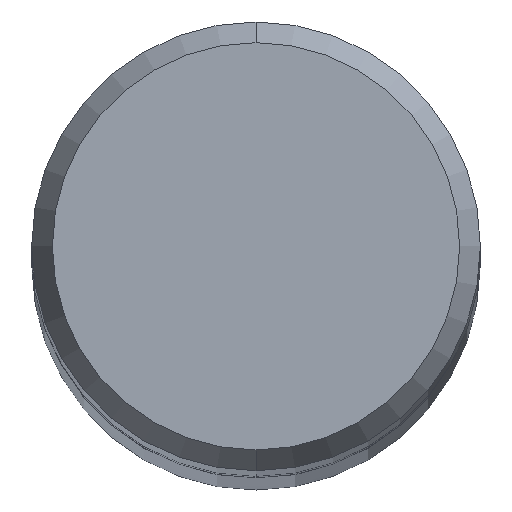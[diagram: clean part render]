
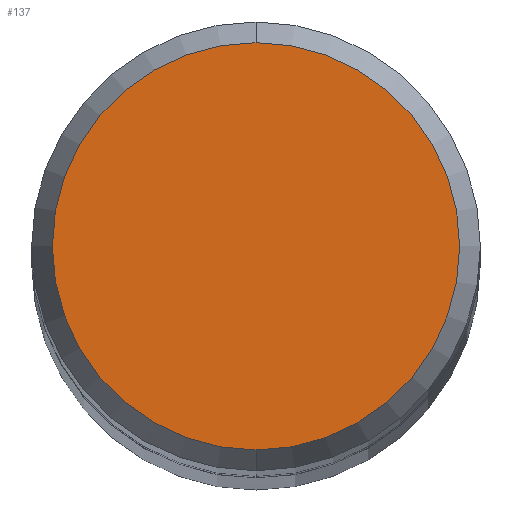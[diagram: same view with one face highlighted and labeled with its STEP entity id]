
A CAD part, top view. The second image highlights one B-rep face of the part: STEP entity #137.
In plain terms, the highlighted planar face has unit normal (0, 0, 1).
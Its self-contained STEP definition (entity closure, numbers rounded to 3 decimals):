
#99=EDGE_CURVE('',#117,#175,#250,.T.);
#117=VERTEX_POINT('',#272);
#137=ADVANCED_FACE('',(#293),#294,.T.);
#151=EDGE_CURVE('',#175,#117,#309,.T.);
#175=VERTEX_POINT('',#336);
#250=CIRCLE('',#411,4.507);
#272=CARTESIAN_POINT('',(0.,-4.507,0.0));
#293=FACE_OUTER_BOUND('',#462,.T.);
#294=PLANE('',#463);
#309=CIRCLE('',#485,4.507);
#336=CARTESIAN_POINT('',(0.0,4.507,0.0));
#411=AXIS2_PLACEMENT_3D('',#601,#602,#603);
#462=EDGE_LOOP('',(#658,#659));
#463=AXIS2_PLACEMENT_3D('',#660,#661,#662);
#485=AXIS2_PLACEMENT_3D('',#678,#679,#680);
#601=CARTESIAN_POINT('',(0.0,0.0,0.0));
#602=DIRECTION('',(0.0,0.0,-1.0));
#603=DIRECTION('',(0.0,1.0,0.0));
#658=ORIENTED_EDGE('',*,*,#151,.F.);
#659=ORIENTED_EDGE('',*,*,#99,.F.);
#660=CARTESIAN_POINT('',(0.0,2.254,0.0));
#661=DIRECTION('',(-0.0,0.0,1.0));
#662=DIRECTION('',(0.0,-1.0,0.0));
#678=CARTESIAN_POINT('',(0.0,0.0,0.0));
#679=DIRECTION('',(0.0,0.0,-1.0));
#680=DIRECTION('',(0.0,1.0,0.0));
